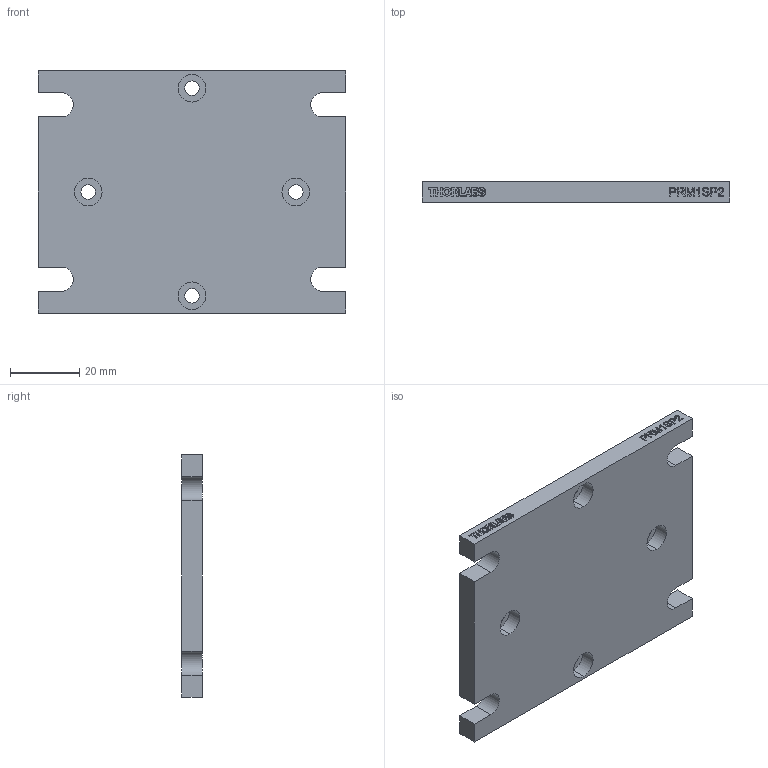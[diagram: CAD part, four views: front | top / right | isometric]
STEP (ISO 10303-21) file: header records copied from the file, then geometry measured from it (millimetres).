
FILE_DESCRIPTION (( 'STEP AP214' ), '1' );
FILE_NAME ('PRM1SP2.STEP', '2015-05-29T10:19:24', ( '' ), ( '' ), 'SwSTEP 2.0', 'SolidWorks 2014', '' );
FILE_SCHEMA (( 'AUTOMOTIVE_DESIGN' ));
Length unit declared in the file: millimetre
Products named in the file (3): 135962 - Table Adapter Plate PRM1-Z7; PRM1SP2; 135962-LE
Assembly tree (2 placements, depth 3):
  PRM1SP2
    135962-LE
      135962 - Table Adapter Plate PRM1-Z7
Bounding box: 89 x 6 x 70 mm (x, y, z)
Volume: 34841.9 mm3; surface area: 14704.8 mm2
Topology: 1 solids, 1 shells, 309 faces, 843 edges, 562 vertices
Faces by surface type: plane 181, cylinder 79, bspline 49
Entity records: 15011 total; most frequent: CARTESIAN_POINT 4441, ORIENTED_EDGE 1686, DIRECTION 1435, EDGE_CURVE 843, LINE 587, VECTOR 587, VERTEX_POINT 562, AXIS2_PLACEMENT_3D 424
